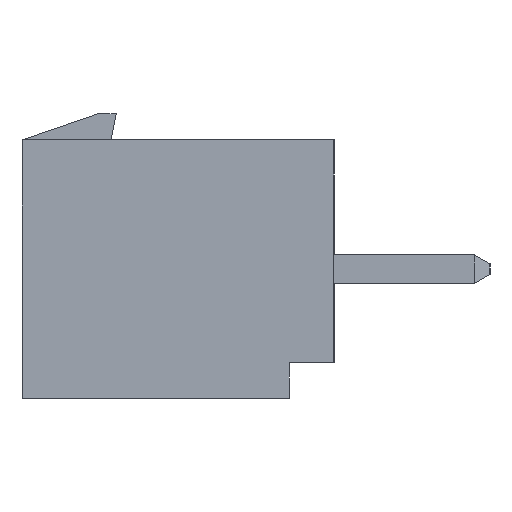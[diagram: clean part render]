
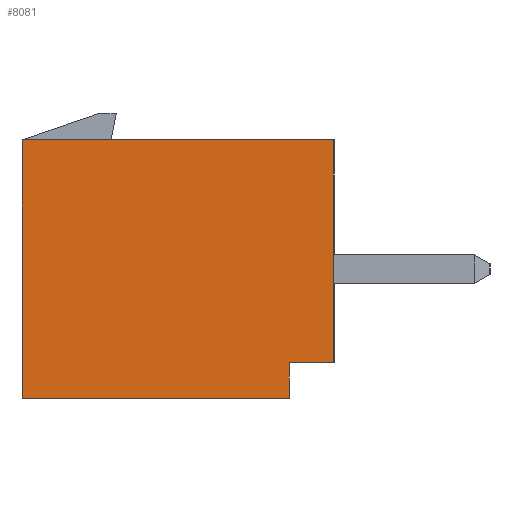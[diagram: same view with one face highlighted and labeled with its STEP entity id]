
A CAD part, left-side view. The second image highlights one B-rep face of the part: STEP entity #8081.
In plain terms, the highlighted planar face has unit normal (-1, 0, 0).
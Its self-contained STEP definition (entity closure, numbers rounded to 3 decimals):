
#30=DIRECTION('',(0.,0.,1.));
#31=VECTOR('',#30,5.);
#32=CARTESIAN_POINT('',(-13.7,0.,-2.1));
#33=LINE('',#32,#31);
#611=DIRECTION('',(0.,1.,0.));
#612=VECTOR('',#611,7.);
#613=CARTESIAN_POINT('',(-13.7,0.,2.9));
#614=LINE('',#613,#612);
#863=DIRECTION('',(0.,0.,1.));
#864=VECTOR('',#863,5.8);
#865=CARTESIAN_POINT('',(-13.7,7.,-2.9));
#866=LINE('',#865,#864);
#2368=DIRECTION('',(0.,0.,-1.));
#2369=VECTOR('',#2368,0.8);
#2370=CARTESIAN_POINT('',(-13.7,1.,-2.1));
#2371=LINE('',#2370,#2369);
#2375=DIRECTION('',(0.,1.,0.));
#2376=VECTOR('',#2375,6.);
#2377=CARTESIAN_POINT('',(-13.7,1.,-2.9));
#2378=LINE('',#2377,#2376);
#2382=DIRECTION('',(0.,1.,0.));
#2383=VECTOR('',#2382,1.);
#2384=CARTESIAN_POINT('',(-13.7,0.,-2.1));
#2385=LINE('',#2384,#2383);
#5035=CARTESIAN_POINT('',(-13.7,7.,-2.9));
#5036=CARTESIAN_POINT('',(-13.7,7.,2.9));
#5037=VERTEX_POINT('',#5035);
#5038=VERTEX_POINT('',#5036);
#5043=CARTESIAN_POINT('',(-13.7,0.,2.9));
#5044=VERTEX_POINT('',#5043);
#5063=CARTESIAN_POINT('',(-13.7,1.,-2.1));
#5064=CARTESIAN_POINT('',(-13.7,1.,-2.9));
#5065=VERTEX_POINT('',#5063);
#5066=VERTEX_POINT('',#5064);
#5071=CARTESIAN_POINT('',(-13.7,0.,-2.1));
#5072=VERTEX_POINT('',#5071);
#8067=CARTESIAN_POINT('',(-13.7,0.,-2.9));
#8068=DIRECTION('',(-1.,0.,0.));
#8069=DIRECTION('',(0.,0.,1.));
#8070=AXIS2_PLACEMENT_3D('',#8067,#8068,#8069);
#8071=PLANE('',#8070);
#8072=ORIENTED_EDGE('',*,*,#8058,.T.);
#8074=ORIENTED_EDGE('',*,*,#8073,.T.);
#8075=ORIENTED_EDGE('',*,*,#6469,.T.);
#8076=ORIENTED_EDGE('',*,*,#6227,.F.);
#8077=ORIENTED_EDGE('',*,*,#5940,.F.);
#8078=ORIENTED_EDGE('',*,*,#7407,.T.);
#8079=EDGE_LOOP('',(#8072,#8074,#8075,#8076,#8077,#8078));
#8080=FACE_OUTER_BOUND('',#8079,.F.);
#8081=ADVANCED_FACE('',(#8080),#8071,.T.);
#5940=EDGE_CURVE('',#5072,#5044,#33,.T.);
#6227=EDGE_CURVE('',#5044,#5038,#614,.T.);
#6469=EDGE_CURVE('',#5037,#5038,#866,.T.);
#7407=EDGE_CURVE('',#5072,#5065,#2385,.T.);
#8058=EDGE_CURVE('',#5065,#5066,#2371,.T.);
#8073=EDGE_CURVE('',#5066,#5037,#2378,.T.);
